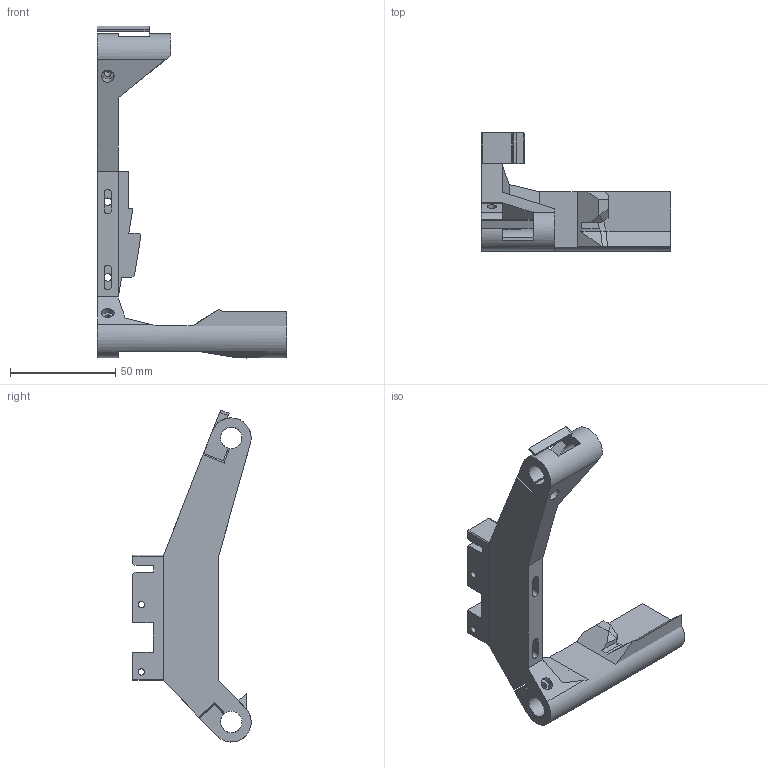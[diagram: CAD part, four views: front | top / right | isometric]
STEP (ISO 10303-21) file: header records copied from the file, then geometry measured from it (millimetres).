
FILE_DESCRIPTION(('FreeCAD Model'),'2;1');
FILE_NAME('Open CASCADE Shape Model','2024-01-23T20:04:05',(''),(''), 'Open CASCADE STEP processor 7.6','FreeCAD','Unknown');
FILE_SCHEMA(('AUTOMOTIVE_DESIGN { 1 0 10303 214 1 1 1 1 }'));
Length unit declared in the file: millimetre
Products named in the file (4): TH_Holder_v0_7; THD; Dock_Mount-Refined-Chamfer; Built_in_Support
Assembly tree (3 placements, depth 2):
  TH_Holder_v0_7
    THD
    Dock_Mount-Refined-Chamfer
    Built_in_Support
Bounding box: 90 x 56.2 x 157.75 mm (x, y, z)
Volume: 63945.5 mm3; surface area: 29164.9 mm2
Topology: 3 solids, 3 shells, 151 faces, 408 edges, 266 vertices
Faces by surface type: plane 122, cylinder 27, bspline 1, extrusion 1
Full cylindrical faces by diameter (mm): 3 x2, 3.2 x2, 3.25 x2, 3.5 x2, 4.5 x4, 6 x2, 10.2 x2
Entity records: 13926 total; most frequent: CARTESIAN_POINT 5583, DIRECTION 1550, VECTOR 1047, LINE 1046, ORIENTED_EDGE 816, PCURVE 816, DEFINITIONAL_REPRESENTATION 816, EDGE_CURVE 408
